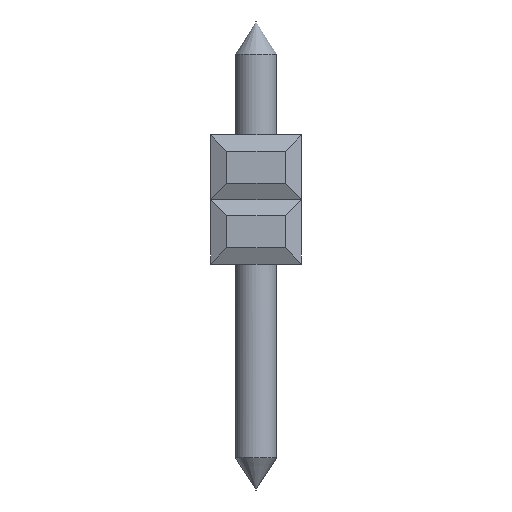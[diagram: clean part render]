
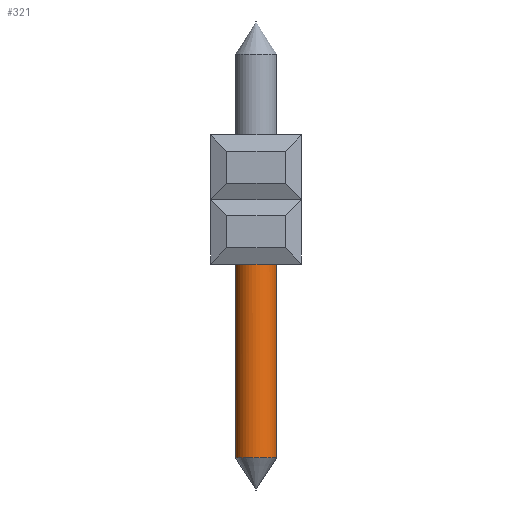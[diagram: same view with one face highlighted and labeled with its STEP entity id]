
A CAD part, left-side view. The second image highlights one B-rep face of the part: STEP entity #321.
In plain terms, the highlighted cylindrical face has radius 0.65 mm (diameter 1.3 mm), a full revolution.
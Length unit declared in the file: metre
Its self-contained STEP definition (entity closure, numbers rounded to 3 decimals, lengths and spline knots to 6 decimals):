
#321=ADVANCED_FACE('',(#895,#896),#897,.T.);
#895=FACE_OUTER_BOUND('',#1768,.T.);
#896=FACE_OUTER_BOUND('',#1769,.T.);
#897=CYLINDRICAL_SURFACE('',#1770,0.00065);
#1768=EDGE_LOOP('',(#2697));
#1769=EDGE_LOOP('',(#2698));
#1770=AXIS2_PLACEMENT_3D('',#2699,#2700,#2701);
#2697=ORIENTED_EDGE('',*,*,#4897,.F.);
#2698=ORIENTED_EDGE('',*,*,#4898,.F.);
#2699=CARTESIAN_POINT('',(-0.00435,-0.03326,0.0005));
#2700=DIRECTION('',(0.0,0.,-1.0));
#2701=DIRECTION('',(-1.0,0.0,0.0));
#4897=EDGE_CURVE('',#5810,#5810,#5811,.T.);
#4898=EDGE_CURVE('',#5812,#5812,#5813,.T.);
#5810=VERTEX_POINT('',#7061);
#5811=CIRCLE('',#7062,0.00065);
#5812=VERTEX_POINT('',#7063);
#5813=CIRCLE('',#7064,0.00065);
#7061=CARTESIAN_POINT('',(-0.00396,-0.03274,-0.01));
#7062=AXIS2_PLACEMENT_3D('',#8758,#8759,#8760);
#7063=CARTESIAN_POINT('',(-0.00435,-0.03391,-0.0038));
#7064=AXIS2_PLACEMENT_3D('',#8761,#8762,#8763);
#8758=CARTESIAN_POINT('',(-0.00435,-0.03326,-0.01));
#8759=DIRECTION('',(0.,0.,-1.0));
#8760=DIRECTION('',(0.6,0.8,0.));
#8761=CARTESIAN_POINT('',(-0.00435,-0.03326,-0.0038));
#8762=DIRECTION('',(0.0,0.,1.0));
#8763=DIRECTION('',(0.0,-1.0,0.));
